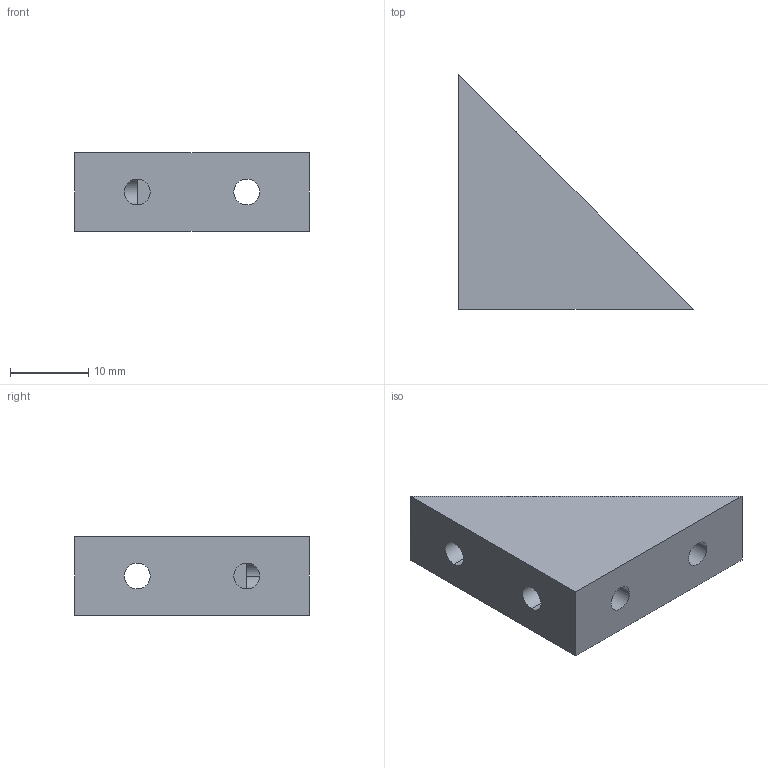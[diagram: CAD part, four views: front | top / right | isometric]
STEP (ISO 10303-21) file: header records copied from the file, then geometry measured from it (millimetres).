
FILE_DESCRIPTION (( 'STEP AP214' ), '1' );
FILE_NAME ('plexi_90deg_holder.STEP', '2022-05-25T17:32:52', ( '' ), ( '' ), 'SwSTEP 2.0', 'SolidWorks 2021', '' );
FILE_SCHEMA (( 'AUTOMOTIVE_DESIGN' ));
Length unit declared in the file: millimetre
Products named in the file (1): plexi_90deg_holder
Bounding box: 30 x 30 x 10 mm (x, y, z)
Volume: 3858.1 mm3; surface area: 2438.1 mm2
Topology: 1 solids, 1 shells, 42 faces, 107 edges, 70 vertices
Faces by surface type: plane 30, cylinder 12
Entity records: 1316 total; most frequent: CARTESIAN_POINT 226, DIRECTION 214, ORIENTED_EDGE 214, EDGE_CURVE 107, VECTOR 82, LINE 82, VERTEX_POINT 70, AXIS2_PLACEMENT_3D 66
